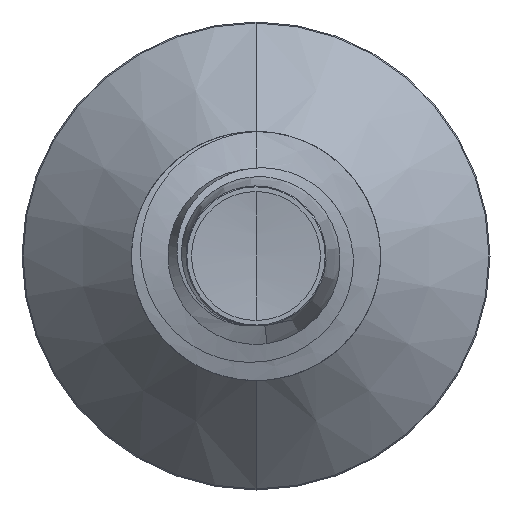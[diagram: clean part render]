
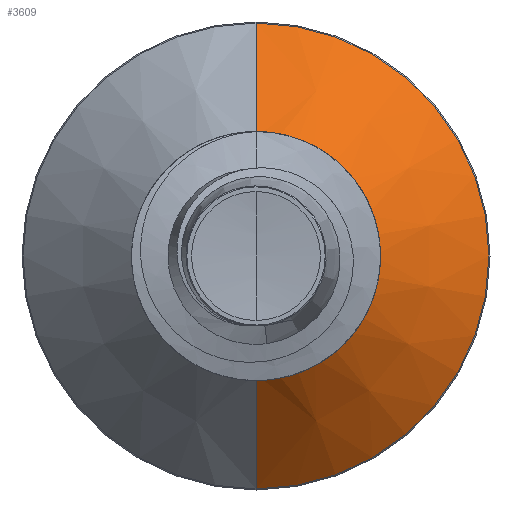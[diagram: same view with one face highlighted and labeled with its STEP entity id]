
A CAD part, front view. The second image highlights one B-rep face of the part: STEP entity #3609.
In plain terms, the highlighted conical face has half-angle 45 degrees and reference radius 1.189 mm.
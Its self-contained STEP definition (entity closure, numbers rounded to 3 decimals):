
#22 = CARTESIAN_POINT ( 'NONE',  ( 0., 9.289, 0. ) ) ;
#350 = DIRECTION ( 'NONE',  ( 0., 1., 0. ) ) ;
#779 = AXIS2_PLACEMENT_3D ( 'NONE', #3184, #350, #6179 ) ;
#1243 = ORIENTED_EDGE ( 'NONE', *, *, #11851, .T. ) ;
#2864 = EDGE_CURVE ( 'NONE', #15855, #12949, #15801, .T. ) ;
#3050 = VERTEX_POINT ( 'NONE', #5310 ) ;
#3184 = CARTESIAN_POINT ( 'NONE',  ( 0., 9.289, 0. ) ) ;
#3609 = ADVANCED_FACE ( 'NONE', ( #10022 ), #9200, .T. ) ;
#4429 = AXIS2_PLACEMENT_3D ( 'NONE', #22, #6881, #6345 ) ;
#5310 = CARTESIAN_POINT ( 'NONE',  ( 0., 10.439, -2.339 ) ) ;
#5974 = VECTOR ( 'NONE', #12083, 1000. ) ;
#6179 = DIRECTION ( 'NONE',  ( 0., 0., 1. ) ) ;
#6345 = DIRECTION ( 'NONE',  ( 0., 0., 1. ) ) ;
#6881 = DIRECTION ( 'NONE',  ( 0., 1., 0. ) ) ;
#7467 = VERTEX_POINT ( 'NONE', #15018 ) ;
#8958 = CARTESIAN_POINT ( 'NONE',  ( 0., 9.289, -1.189 ) ) ;
#8989 = DIRECTION ( 'NONE',  ( 0., 0.707, -0.707 ) ) ;
#9200 = CONICAL_SURFACE ( 'NONE', #779, 1.189, 0.785 ) ;
#9427 = EDGE_CURVE ( 'NONE', #7467, #3050, #10720, .T. ) ;
#10022 = FACE_OUTER_BOUND ( 'NONE', #14144, .T. ) ;
#10024 = CARTESIAN_POINT ( 'NONE',  ( 0., 9.289, -1.189 ) ) ;
#10472 = EDGE_CURVE ( 'NONE', #15855, #7467, #12536, .T. ) ;
#10720 = CIRCLE ( 'NONE', #14200, 2.339 ) ;
#10880 = VECTOR ( 'NONE', #8989, 1000. ) ;
#10988 = ORIENTED_EDGE ( 'NONE', *, *, #10472, .F. ) ;
#11851 = EDGE_CURVE ( 'NONE', #12949, #3050, #13880, .T. ) ;
#12009 = CARTESIAN_POINT ( 'NONE',  ( 0., 9.289, 1.189 ) ) ;
#12083 = DIRECTION ( 'NONE',  ( 0., 0.707, 0.707 ) ) ;
#12368 = DIRECTION ( 'NONE',  ( 0., 0., 1. ) ) ;
#12371 = DIRECTION ( 'NONE',  ( 0., 1., 0. ) ) ;
#12378 = CARTESIAN_POINT ( 'NONE',  ( 0., 10.439, 0. ) ) ;
#12536 = LINE ( 'NONE', #12009, #5974 ) ;
#12949 = VERTEX_POINT ( 'NONE', #10024 ) ;
#12997 = CARTESIAN_POINT ( 'NONE',  ( 0., 9.289, 1.189 ) ) ;
#13675 = ORIENTED_EDGE ( 'NONE', *, *, #9427, .F. ) ;
#13880 = LINE ( 'NONE', #8958, #10880 ) ;
#14144 = EDGE_LOOP ( 'NONE', ( #14854, #1243, #13675, #10988 ) ) ;
#14200 = AXIS2_PLACEMENT_3D ( 'NONE', #12378, #12371, #12368 ) ;
#14854 = ORIENTED_EDGE ( 'NONE', *, *, #2864, .T. ) ;
#15018 = CARTESIAN_POINT ( 'NONE',  ( 0., 10.439, 2.339 ) ) ;
#15801 = CIRCLE ( 'NONE', #4429, 1.189 ) ;
#15855 = VERTEX_POINT ( 'NONE', #12997 ) ;
